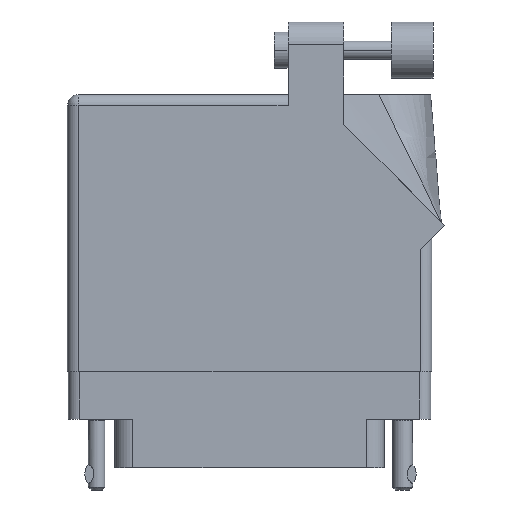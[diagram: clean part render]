
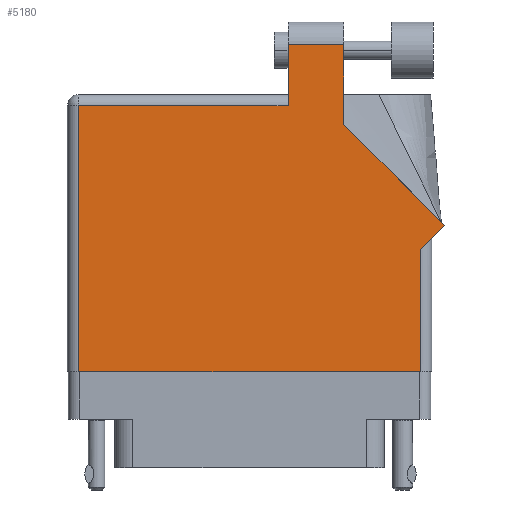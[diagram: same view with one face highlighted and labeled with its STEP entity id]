
A CAD part, front view. The second image highlights one B-rep face of the part: STEP entity #5180.
In plain terms, the highlighted face is planar.
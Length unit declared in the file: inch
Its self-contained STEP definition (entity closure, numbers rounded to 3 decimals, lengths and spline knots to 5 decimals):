
#878 = LINE ( 'NONE', #37638, #45604 ) ;
#3224 = CARTESIAN_POINT ( 'NONE',  ( 1.217, 1.805, 0. ) ) ;
#4676 = CARTESIAN_POINT ( 'NONE',  ( 1.948, 0.675, 0. ) ) ;
#5180 = ADVANCED_FACE ( 'NONE', ( #46360 ), #47198, .F. ) ;
#5646 = LINE ( 'NONE', #30953, #44033 ) ;
#5948 = CARTESIAN_POINT ( 'NONE',  ( 1.524, 1.36442, 0. ) ) ;
#7999 = ORIENTED_EDGE ( 'NONE', *, *, #26800, .T. ) ;
#8124 = VECTOR ( 'NONE', #11516, 39.37008 ) ;
#8185 = ORIENTED_EDGE ( 'NONE', *, *, #9486, .T. ) ;
#8865 = DIRECTION ( 'NONE',  ( -0.707, 0.707, 0. ) ) ;
#9486 = EDGE_CURVE ( 'NONE', #32508, #35605, #14310, .T. ) ;
#9722 = VERTEX_POINT ( 'NONE', #15956 ) ;
#10007 = EDGE_CURVE ( 'NONE', #22336, #40463, #39300, .T. ) ;
#10420 = DIRECTION ( 'NONE',  ( 0.707, 0.707, 0. ) ) ;
#11516 = DIRECTION ( 'NONE',  ( 0., 1., 0. ) ) ;
#11674 = CARTESIAN_POINT ( 'NONE',  ( 1.948, 0.737, 0. ) ) ;
#12995 = CARTESIAN_POINT ( 'NONE',  ( 0., 0., 0. ) ) ;
#14310 = LINE ( 'NONE', #40523, #18377 ) ;
#15334 = CARTESIAN_POINT ( 'NONE',  ( 1.217, 1.468, 0. ) ) ;
#15956 = CARTESIAN_POINT ( 'NONE',  ( 1.524, 1.805, 0. ) ) ;
#16354 = EDGE_LOOP ( 'NONE', ( #7999, #24573, #43007, #36522, #47477, #19098, #42804, #8185, #47969 ) ) ;
#17410 = LINE ( 'NONE', #34235, #19750 ) ;
#17426 = CARTESIAN_POINT ( 'NONE',  ( 0., 1.53, 0. ) ) ;
#17587 = CARTESIAN_POINT ( 'NONE',  ( 2.08071, 0.80771, 0. ) ) ;
#18187 = CARTESIAN_POINT ( 'NONE',  ( 1.217, 1.53, 0. ) ) ;
#18377 = VECTOR ( 'NONE', #10420, 39.37008 ) ;
#18924 = DIRECTION ( 'NONE',  ( 0., 1., 0. ) ) ;
#19098 = ORIENTED_EDGE ( 'NONE', *, *, #45352, .T. ) ;
#19521 = LINE ( 'NONE', #46603, #25353 ) ;
#19750 = VECTOR ( 'NONE', #8865, 39.37008 ) ;
#21891 = EDGE_CURVE ( 'NONE', #35539, #32508, #45348, .T. ) ;
#22336 = VERTEX_POINT ( 'NONE', #3224 ) ;
#24573 = ORIENTED_EDGE ( 'NONE', *, *, #24588, .T. ) ;
#24588 = EDGE_CURVE ( 'NONE', #9722, #22336, #19521, .T. ) ;
#25353 = VECTOR ( 'NONE', #32109, 39.37008 ) ;
#25941 = VERTEX_POINT ( 'NONE', #32156 ) ;
#26800 = EDGE_CURVE ( 'NONE', #30701, #9722, #878, .T. ) ;
#26868 = DIRECTION ( 'NONE',  ( -1., 0., 0. ) ) ;
#27283 = DIRECTION ( 'NONE',  ( 1., 0., 0. ) ) ;
#27597 = EDGE_CURVE ( 'NONE', #40463, #25941, #44959, .T. ) ;
#27996 = DIRECTION ( 'NONE',  ( -1., 0., 0. ) ) ;
#28392 = LINE ( 'NONE', #12995, #35931 ) ;
#29569 = DIRECTION ( 'NONE',  ( 0., -1., 0. ) ) ;
#30698 = CARTESIAN_POINT ( 'NONE',  ( 0.062, 0., 0. ) ) ;
#30701 = VERTEX_POINT ( 'NONE', #5948 ) ;
#30953 = CARTESIAN_POINT ( 'NONE',  ( 0.062, 0., 0. ) ) ;
#31737 = DIRECTION ( 'NONE',  ( 0., 0., -1. ) ) ;
#31762 = VERTEX_POINT ( 'NONE', #30698 ) ;
#32020 = AXIS2_PLACEMENT_3D ( 'NONE', #17426, #31737, #27996 ) ;
#32109 = DIRECTION ( 'NONE',  ( -1., 0., 0. ) ) ;
#32156 = CARTESIAN_POINT ( 'NONE',  ( 0.062, 1.468, 0. ) ) ;
#32508 = VERTEX_POINT ( 'NONE', #4676 ) ;
#34024 = CARTESIAN_POINT ( 'NONE',  ( 0., 1.468, 0. ) ) ;
#34235 = CARTESIAN_POINT ( 'NONE',  ( 2.08071, 0.80771, 0. ) ) ;
#35539 = VERTEX_POINT ( 'NONE', #39252 ) ;
#35605 = VERTEX_POINT ( 'NONE', #17587 ) ;
#35931 = VECTOR ( 'NONE', #27283, 39.37008 ) ;
#36522 = ORIENTED_EDGE ( 'NONE', *, *, #27597, .T. ) ;
#37638 = CARTESIAN_POINT ( 'NONE',  ( 1.524, 1.36442, 0. ) ) ;
#37854 = EDGE_CURVE ( 'NONE', #35605, #30701, #17410, .T. ) ;
#39139 = EDGE_CURVE ( 'NONE', #25941, #31762, #5646, .T. ) ;
#39252 = CARTESIAN_POINT ( 'NONE',  ( 1.948, 0., 0. ) ) ;
#39300 = LINE ( 'NONE', #18187, #41035 ) ;
#40463 = VERTEX_POINT ( 'NONE', #15334 ) ;
#40523 = CARTESIAN_POINT ( 'NONE',  ( 2.01, 0.737, 0. ) ) ;
#41035 = VECTOR ( 'NONE', #29569, 39.37008 ) ;
#41483 = VECTOR ( 'NONE', #26868, 39.37008 ) ;
#42057 = DIRECTION ( 'NONE',  ( 0., -1., 0. ) ) ;
#42804 = ORIENTED_EDGE ( 'NONE', *, *, #21891, .T. ) ;
#43007 = ORIENTED_EDGE ( 'NONE', *, *, #10007, .T. ) ;
#44033 = VECTOR ( 'NONE', #42057, 39.37008 ) ;
#44959 = LINE ( 'NONE', #34024, #41483 ) ;
#45348 = LINE ( 'NONE', #11674, #8124 ) ;
#45352 = EDGE_CURVE ( 'NONE', #31762, #35539, #28392, .T. ) ;
#45604 = VECTOR ( 'NONE', #18924, 39.37008 ) ;
#46360 = FACE_OUTER_BOUND ( 'NONE', #16354, .T. ) ;
#46603 = CARTESIAN_POINT ( 'NONE',  ( 1.217, 1.805, 0. ) ) ;
#47198 = PLANE ( 'NONE',  #32020 ) ;
#47477 = ORIENTED_EDGE ( 'NONE', *, *, #39139, .T. ) ;
#47969 = ORIENTED_EDGE ( 'NONE', *, *, #37854, .T. ) ;
